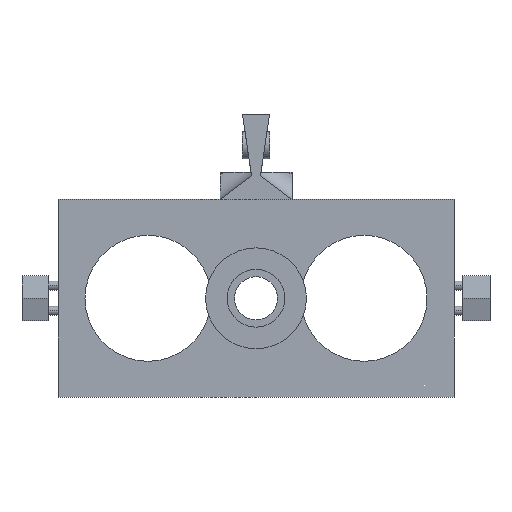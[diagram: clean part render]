
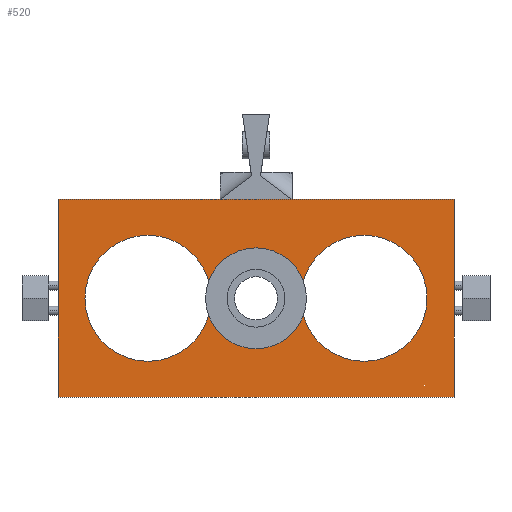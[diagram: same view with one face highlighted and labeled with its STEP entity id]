
A CAD part, front view. The second image highlights one B-rep face of the part: STEP entity #520.
In plain terms, the highlighted planar face has unit normal (0, -1, 0).
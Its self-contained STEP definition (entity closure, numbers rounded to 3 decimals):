
#170 = ORIENTED_EDGE ( 'NONE', *, *, #389, .T. ) ;
#171 = ORIENTED_EDGE ( 'NONE', *, *, #344, .T. ) ;
#172 = ORIENTED_EDGE ( 'NONE', *, *, #345, .F. ) ;
#173 = ORIENTED_EDGE ( 'NONE', *, *, #346, .F. ) ;
#174 = ORIENTED_EDGE ( 'NONE', *, *, #347, .F. ) ;
#175 = ORIENTED_EDGE ( 'NONE', *, *, #348, .F. ) ;
#176 = ORIENTED_EDGE ( 'NONE', *, *, #385, .T. ) ;
#177 = ORIENTED_EDGE ( 'NONE', *, *, #349, .T. ) ;
#178 = ORIENTED_EDGE ( 'NONE', *, *, #370, .T. ) ;
#179 = ORIENTED_EDGE ( 'NONE', *, *, #350, .T. ) ;
#297 = VERTEX_POINT ( 'NONE', #694 ) ;
#298 = VERTEX_POINT ( 'NONE', #695 ) ;
#301 = VERTEX_POINT ( 'NONE', #698 ) ;
#302 = VERTEX_POINT ( 'NONE', #699 ) ;
#304 = VERTEX_POINT ( 'NONE', #701 ) ;
#305 = VERTEX_POINT ( 'NONE', #702 ) ;
#306 = VERTEX_POINT ( 'NONE', #703 ) ;
#308 = VERTEX_POINT ( 'NONE', #705 ) ;
#311 = VERTEX_POINT ( 'NONE', #708 ) ;
#312 = VERTEX_POINT ( 'NONE', #709 ) ;
#344 = EDGE_CURVE ( 'NONE', #302, #301, #1473, .T. ) ;
#345 = EDGE_CURVE ( 'NONE', #304, #308, #730, .T. ) ;
#346 = EDGE_CURVE ( 'NONE', #311, #304, #729, .T. ) ;
#347 = EDGE_CURVE ( 'NONE', #312, #311, #722, .T. ) ;
#348 = EDGE_CURVE ( 'NONE', #308, #312, #734, .T. ) ;
#349 = EDGE_CURVE ( 'NONE', #306, #305, #1481, .T. ) ;
#350 = EDGE_CURVE ( 'NONE', #298, #297, #1482, .T. ) ;
#370 = EDGE_CURVE ( 'NONE', #297, #298, #1514, .T. ) ;
#385 = EDGE_CURVE ( 'NONE', #305, #306, #1529, .T. ) ;
#389 = EDGE_CURVE ( 'NONE', #301, #302, #1535, .T. ) ;
#520 = ADVANCED_FACE ( 'NONE', ( #1900, #1894, #1903, #1904 ), #1905, .T. ) ;
#544 = AXIS2_PLACEMENT_3D ( 'NONE', #1901, #1890, #1906 ) ;
#587 = EDGE_LOOP ( 'NONE', ( #178, #179 ) ) ;
#597 = EDGE_LOOP ( 'NONE', ( #172, #173, #174, #175 ) ) ;
#602 = EDGE_LOOP ( 'NONE', ( #170, #171 ) ) ;
#603 = EDGE_LOOP ( 'NONE', ( #176, #177 ) ) ;
#694 = CARTESIAN_POINT ( 'NONE',  ( 110., 0., -71. ) ) ;
#695 = CARTESIAN_POINT ( 'NONE',  ( 110., 0., -39. ) ) ;
#698 = CARTESIAN_POINT ( 'NONE',  ( 170., 0., -90. ) ) ;
#699 = CARTESIAN_POINT ( 'NONE',  ( 170., 0., -20. ) ) ;
#701 = CARTESIAN_POINT ( 'NONE',  ( 0., 0., -110. ) ) ;
#702 = CARTESIAN_POINT ( 'NONE',  ( 50., 0., -90. ) ) ;
#703 = CARTESIAN_POINT ( 'NONE',  ( 50., 0., -20. ) ) ;
#705 = CARTESIAN_POINT ( 'NONE',  ( 0., 0., 0. ) ) ;
#708 = CARTESIAN_POINT ( 'NONE',  ( 220., 0., -110. ) ) ;
#709 = CARTESIAN_POINT ( 'NONE',  ( 220., 0., 0. ) ) ;
#718 = CARTESIAN_POINT ( 'NONE',  ( 0., 0., 0. ) ) ;
#722 = LINE ( 'NONE', #738, #1479 ) ;
#729 = LINE ( 'NONE', #736, #1465 ) ;
#730 = LINE ( 'NONE', #718, #1477 ) ;
#731 = CARTESIAN_POINT ( 'NONE',  ( 170., 0., -55. ) ) ;
#732 = DIRECTION ( 'NONE',  ( 0., 1., 0. ) ) ;
#733 = DIRECTION ( 'NONE',  ( 0., 0., 1. ) ) ;
#734 = LINE ( 'NONE', #740, #1480 ) ;
#735 = DIRECTION ( 'NONE',  ( 0., 0., 1. ) ) ;
#736 = CARTESIAN_POINT ( 'NONE',  ( 0., 0., -110. ) ) ;
#737 = DIRECTION ( 'NONE',  ( -1., 0., 0. ) ) ;
#738 = CARTESIAN_POINT ( 'NONE',  ( 220., 0., 0. ) ) ;
#739 = DIRECTION ( 'NONE',  ( 0., 0., -1. ) ) ;
#740 = CARTESIAN_POINT ( 'NONE',  ( 0., 0., 0. ) ) ;
#741 = DIRECTION ( 'NONE',  ( 1., 0., 0. ) ) ;
#743 = CARTESIAN_POINT ( 'NONE',  ( 50., 0., -55. ) ) ;
#744 = DIRECTION ( 'NONE',  ( 0., 1., 0. ) ) ;
#745 = DIRECTION ( 'NONE',  ( 0., 0., 1. ) ) ;
#747 = CARTESIAN_POINT ( 'NONE',  ( 110., 0., -55. ) ) ;
#748 = DIRECTION ( 'NONE',  ( 0., 1., 0. ) ) ;
#749 = DIRECTION ( 'NONE',  ( 0., 0., 1. ) ) ;
#807 = CARTESIAN_POINT ( 'NONE',  ( 110., 0., -55. ) ) ;
#808 = DIRECTION ( 'NONE',  ( 0., 1., 0. ) ) ;
#809 = DIRECTION ( 'NONE',  ( 0., 0., 1. ) ) ;
#856 = CARTESIAN_POINT ( 'NONE',  ( 50., 0., -55. ) ) ;
#857 = DIRECTION ( 'NONE',  ( 0., 1., 0. ) ) ;
#858 = DIRECTION ( 'NONE',  ( 0., 0., 1. ) ) ;
#870 = CARTESIAN_POINT ( 'NONE',  ( 170., 0., -55. ) ) ;
#871 = DIRECTION ( 'NONE',  ( 0., 1., 0. ) ) ;
#872 = DIRECTION ( 'NONE',  ( 0., 0., 1. ) ) ;
#1465 = VECTOR ( 'NONE', #737, 1000. ) ;
#1468 = AXIS2_PLACEMENT_3D ( 'NONE', #731, #732, #733 ) ;
#1473 = CIRCLE ( 'NONE', #1468, 35. ) ;
#1477 = VECTOR ( 'NONE', #735, 1000. ) ;
#1479 = VECTOR ( 'NONE', #739, 1000. ) ;
#1480 = VECTOR ( 'NONE', #741, 1000. ) ;
#1481 = CIRCLE ( 'NONE', #1484, 35. ) ;
#1482 = CIRCLE ( 'NONE', #1486, 16. ) ;
#1484 = AXIS2_PLACEMENT_3D ( 'NONE', #743, #744, #745 ) ;
#1486 = AXIS2_PLACEMENT_3D ( 'NONE', #747, #748, #749 ) ;
#1514 = CIRCLE ( 'NONE', #1516, 16. ) ;
#1516 = AXIS2_PLACEMENT_3D ( 'NONE', #807, #808, #809 ) ;
#1529 = CIRCLE ( 'NONE', #1531, 35. ) ;
#1531 = AXIS2_PLACEMENT_3D ( 'NONE', #856, #857, #858 ) ;
#1535 = CIRCLE ( 'NONE', #1537, 35. ) ;
#1537 = AXIS2_PLACEMENT_3D ( 'NONE', #870, #871, #872 ) ;
#1890 = DIRECTION ( 'NONE',  ( 0., -1., 0. ) ) ;
#1894 = FACE_OUTER_BOUND ( 'NONE', #597, .T. ) ;
#1900 = FACE_BOUND ( 'NONE', #602, .T. ) ;
#1901 = CARTESIAN_POINT ( 'NONE',  ( 0., 0., -110. ) ) ;
#1903 = FACE_BOUND ( 'NONE', #603, .T. ) ;
#1904 = FACE_BOUND ( 'NONE', #587, .T. ) ;
#1905 = PLANE ( 'NONE',  #544 ) ;
#1906 = DIRECTION ( 'NONE',  ( 0., 0., -1. ) ) ;
